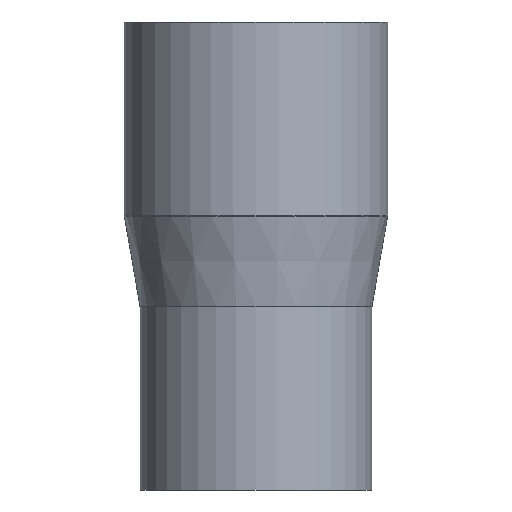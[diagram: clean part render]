
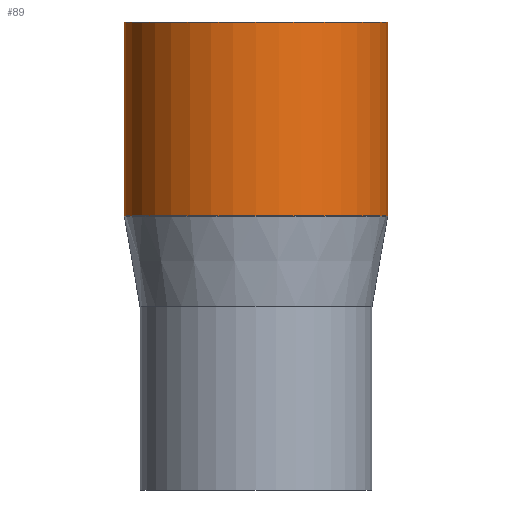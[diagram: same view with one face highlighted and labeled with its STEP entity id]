
A CAD part, front view. The second image highlights one B-rep face of the part: STEP entity #89.
In plain terms, the highlighted cylindrical face has radius 62.5 mm (diameter 125 mm), a partial arc.
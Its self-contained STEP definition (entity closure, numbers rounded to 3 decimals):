
#7 = CIRCLE ( 'NONE', #591, 62.5 ) ;
#12 = CARTESIAN_POINT ( 'NONE',  ( 62.5, 0., 19.38 ) ) ;
#50 = VERTEX_POINT ( 'NONE', #12 ) ;
#52 = CARTESIAN_POINT ( 'NONE',  ( 62.5, 0., -16.533 ) ) ;
#59 = EDGE_CURVE ( 'NONE', #541, #108, #7, .T. ) ;
#84 = CARTESIAN_POINT ( 'NONE',  ( -62.5, 0., -16.533 ) ) ;
#89 = ADVANCED_FACE ( 'NONE', ( #644 ), #176, .T. ) ;
#108 = VERTEX_POINT ( 'NONE', #428 ) ;
#126 = EDGE_CURVE ( 'NONE', #541, #50, #551, .T. ) ;
#176 = CYLINDRICAL_SURFACE ( 'NONE', #641, 62.5 ) ;
#196 = DIRECTION ( 'NONE',  ( 0., 0., -1. ) ) ;
#200 = EDGE_LOOP ( 'NONE', ( #605, #444, #325, #350 ) ) ;
#262 = DIRECTION ( 'NONE',  ( -1., 0., 0. ) ) ;
#281 = EDGE_CURVE ( 'NONE', #50, #406, #385, .T. ) ;
#325 = ORIENTED_EDGE ( 'NONE', *, *, #451, .T. ) ;
#350 = ORIENTED_EDGE ( 'NONE', *, *, #281, .F. ) ;
#379 = CARTESIAN_POINT ( 'NONE',  ( 0., 0., -16.533 ) ) ;
#385 = CIRCLE ( 'NONE', #392, 62.5 ) ;
#392 = AXIS2_PLACEMENT_3D ( 'NONE', #629, #477, #483 ) ;
#406 = VERTEX_POINT ( 'NONE', #529 ) ;
#428 = CARTESIAN_POINT ( 'NONE',  ( -62.5, 0., 111.207 ) ) ;
#429 = DIRECTION ( 'NONE',  ( 0., 0., -1. ) ) ;
#433 = DIRECTION ( 'NONE',  ( 0., 0., -1. ) ) ;
#444 = ORIENTED_EDGE ( 'NONE', *, *, #59, .T. ) ;
#451 = EDGE_CURVE ( 'NONE', #108, #406, #639, .T. ) ;
#477 = DIRECTION ( 'NONE',  ( 0., 0., -1. ) ) ;
#483 = DIRECTION ( 'NONE',  ( -1., 0., 0. ) ) ;
#484 = DIRECTION ( 'NONE',  ( 0., 0., -1. ) ) ;
#513 = DIRECTION ( 'NONE',  ( -1., 0., 0. ) ) ;
#529 = CARTESIAN_POINT ( 'NONE',  ( -62.5, 0., 19.38 ) ) ;
#541 = VERTEX_POINT ( 'NONE', #648 ) ;
#543 = CARTESIAN_POINT ( 'NONE',  ( 0., 0., 111.207 ) ) ;
#551 = LINE ( 'NONE', #52, #566 ) ;
#566 = VECTOR ( 'NONE', #196, 1000. ) ;
#591 = AXIS2_PLACEMENT_3D ( 'NONE', #543, #484, #513 ) ;
#605 = ORIENTED_EDGE ( 'NONE', *, *, #126, .F. ) ;
#629 = CARTESIAN_POINT ( 'NONE',  ( 0., 0., 19.38 ) ) ;
#639 = LINE ( 'NONE', #84, #653 ) ;
#641 = AXIS2_PLACEMENT_3D ( 'NONE', #379, #429, #262 ) ;
#644 = FACE_OUTER_BOUND ( 'NONE', #200, .T. ) ;
#648 = CARTESIAN_POINT ( 'NONE',  ( 62.5, 0., 111.207 ) ) ;
#653 = VECTOR ( 'NONE', #433, 1000. ) ;
